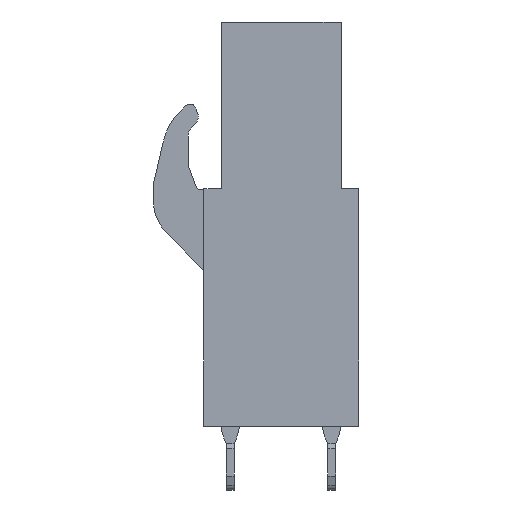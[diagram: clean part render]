
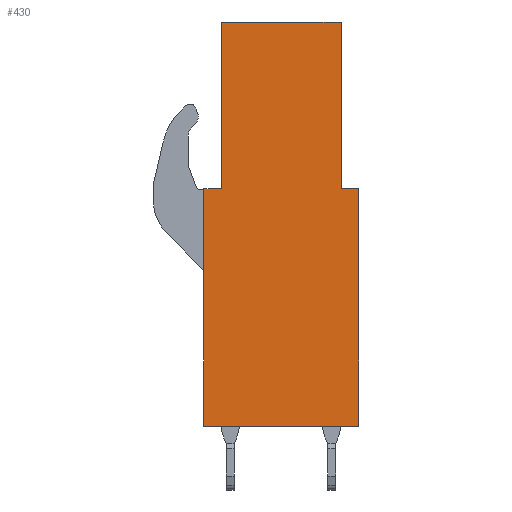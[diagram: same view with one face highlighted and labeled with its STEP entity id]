
A CAD part, left-side view. The second image highlights one B-rep face of the part: STEP entity #430.
In plain terms, the highlighted planar face has unit normal (-1, 0, 0).
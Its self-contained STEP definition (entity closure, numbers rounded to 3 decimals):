
#380=AXIS2_PLACEMENT_3D('Plane Axis2P3D',#377,#378,#379) ;
#36=CARTESIAN_POINT('Line Origine',(0.,3.875,23.45)) ;
#40=CARTESIAN_POINT('Vertex',(0.,0.875,23.45)) ;
#42=CARTESIAN_POINT('Vertex',(0.,6.875,23.45)) ;
#287=CARTESIAN_POINT('Vertex',(0.,7.75,3.2)) ;
#290=CARTESIAN_POINT('Line Origine',(0.,7.75,9.15)) ;
#294=CARTESIAN_POINT('Vertex',(0.,7.75,15.1)) ;
#377=CARTESIAN_POINT('Axis2P3D Location',(0.,0.,0.)) ;
#382=CARTESIAN_POINT('Line Origine',(0.,3.875,3.2)) ;
#386=CARTESIAN_POINT('Vertex',(0.,0.,3.2)) ;
#389=CARTESIAN_POINT('Line Origine',(0.,0.,9.15)) ;
#393=CARTESIAN_POINT('Vertex',(0.,0.,15.1)) ;
#396=CARTESIAN_POINT('Line Origine',(0.,0.438,15.1)) ;
#400=CARTESIAN_POINT('Vertex',(0.,0.875,15.1)) ;
#403=CARTESIAN_POINT('Line Origine',(0.,0.875,19.275)) ;
#408=CARTESIAN_POINT('Line Origine',(0.,6.875,19.275)) ;
#412=CARTESIAN_POINT('Vertex',(0.,6.875,15.1)) ;
#415=CARTESIAN_POINT('Line Origine',(0.,7.313,15.1)) ;
#37=DIRECTION('Vector Direction',(0.,1.,0.)) ;
#291=DIRECTION('Vector Direction',(0.,0.,1.)) ;
#378=DIRECTION('Axis2P3D Direction',(1.,0.,0.)) ;
#379=DIRECTION('Axis2P3D XDirection',(0.,1.,0.)) ;
#383=DIRECTION('Vector Direction',(0.,1.,0.)) ;
#390=DIRECTION('Vector Direction',(0.,0.,1.)) ;
#397=DIRECTION('Vector Direction',(0.,1.,0.)) ;
#404=DIRECTION('Vector Direction',(0.,0.,1.)) ;
#409=DIRECTION('Vector Direction',(0.,0.,1.)) ;
#416=DIRECTION('Vector Direction',(0.,-1.,0.)) ;
#38=VECTOR('Line Direction',#37,1.) ;
#292=VECTOR('Line Direction',#291,1.) ;
#384=VECTOR('Line Direction',#383,1.) ;
#391=VECTOR('Line Direction',#390,1.) ;
#398=VECTOR('Line Direction',#397,1.) ;
#405=VECTOR('Line Direction',#404,1.) ;
#410=VECTOR('Line Direction',#409,1.) ;
#417=VECTOR('Line Direction',#416,1.) ;
#421=ORIENTED_EDGE('',*,*,#296,.F.) ;
#422=ORIENTED_EDGE('',*,*,#388,.F.) ;
#423=ORIENTED_EDGE('',*,*,#395,.T.) ;
#424=ORIENTED_EDGE('',*,*,#402,.F.) ;
#425=ORIENTED_EDGE('',*,*,#407,.F.) ;
#426=ORIENTED_EDGE('',*,*,#44,.T.) ;
#427=ORIENTED_EDGE('',*,*,#414,.F.) ;
#428=ORIENTED_EDGE('',*,*,#419,.F.) ;
#430=ADVANCED_FACE('BLL 5.08/11/180 3.2 SN OR 1630800000',(#429),#381,.F.) ;
#44=EDGE_CURVE('',#41,#43,#39,.T.) ;
#296=EDGE_CURVE('',#288,#295,#293,.T.) ;
#388=EDGE_CURVE('',#387,#288,#385,.T.) ;
#395=EDGE_CURVE('',#387,#394,#392,.T.) ;
#402=EDGE_CURVE('',#401,#394,#399,.F.) ;
#407=EDGE_CURVE('',#41,#401,#406,.F.) ;
#414=EDGE_CURVE('',#413,#43,#411,.T.) ;
#419=EDGE_CURVE('',#295,#413,#418,.T.) ;
#420=EDGE_LOOP('',(#421,#422,#423,#424,#425,#426,#427,#428)) ;
#429=FACE_OUTER_BOUND('',#420,.T.) ;
#39=LINE('Line',#36,#38) ;
#293=LINE('Line',#290,#292) ;
#385=LINE('Line',#382,#384) ;
#392=LINE('Line',#389,#391) ;
#399=LINE('Line',#396,#398) ;
#406=LINE('Line',#403,#405) ;
#411=LINE('Line',#408,#410) ;
#418=LINE('Line',#415,#417) ;
#381=PLANE('',#380) ;
#41=VERTEX_POINT('',#40) ;
#43=VERTEX_POINT('',#42) ;
#288=VERTEX_POINT('',#287) ;
#295=VERTEX_POINT('',#294) ;
#387=VERTEX_POINT('',#386) ;
#394=VERTEX_POINT('',#393) ;
#401=VERTEX_POINT('',#400) ;
#413=VERTEX_POINT('',#412) ;
